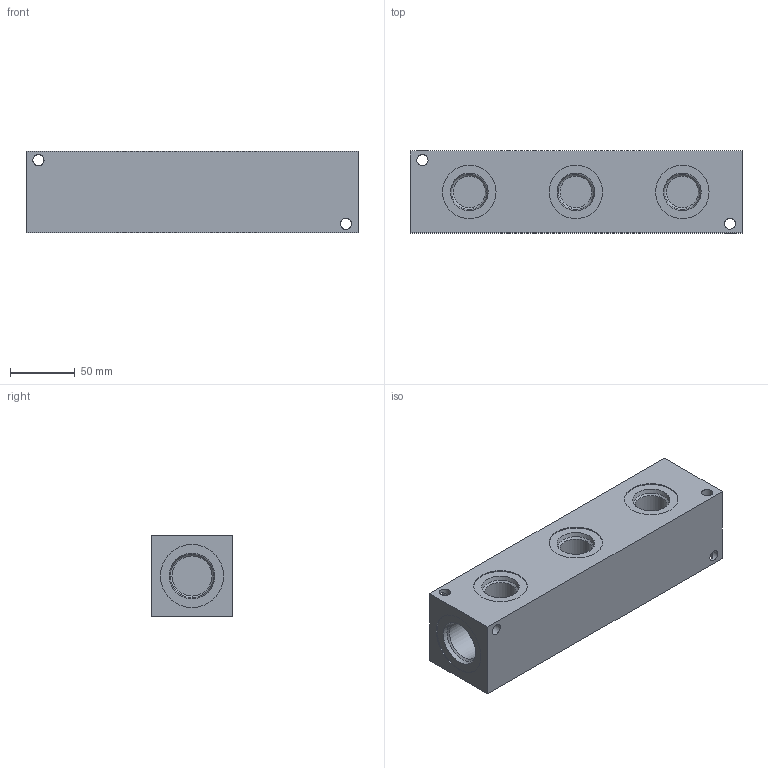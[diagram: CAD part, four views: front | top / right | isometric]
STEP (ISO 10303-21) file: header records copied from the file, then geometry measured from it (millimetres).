
FILE_DESCRIPTION( ( 'STEP AP214' ), ' ' );
FILE_NAME( 'AH0000312S.stp', '2018-07-01T16:23:24', ( '' ), ( '' ), ' ', 'PARTsolutions', ' ' );
FILE_SCHEMA( ( 'AUTOMOTIVE_DESIGN { 1 0 10303 214 1 1 1 1 }' ) );
Length unit declared in the file: inch
Products named in the file (1): _AH0000312S
Bounding box: 257.3 x 63.5 x 63.5 mm (x, y, z)
Volume: 946258.7 mm3; surface area: 89184.6 mm2
Topology: 1 solids, 1 shells, 152 faces, 386 edges, 250 vertices
Faces by surface type: plane 90, cylinder 52, cone 10
Full cylindrical faces by diameter (mm): 8.636 x8, 24.696 x3, 31.046 x2, 41.453 x3, 48.971 x2
Entity records: 5684 total; most frequent: DIRECTION 778, CARTESIAN_POINT 761, ORIENTED_EDGE 716, EDGE_CURVE 358, AXIS2_PLACEMENT_3D 267, VERTEX_POINT 250, LINE 244, VECTOR 244
